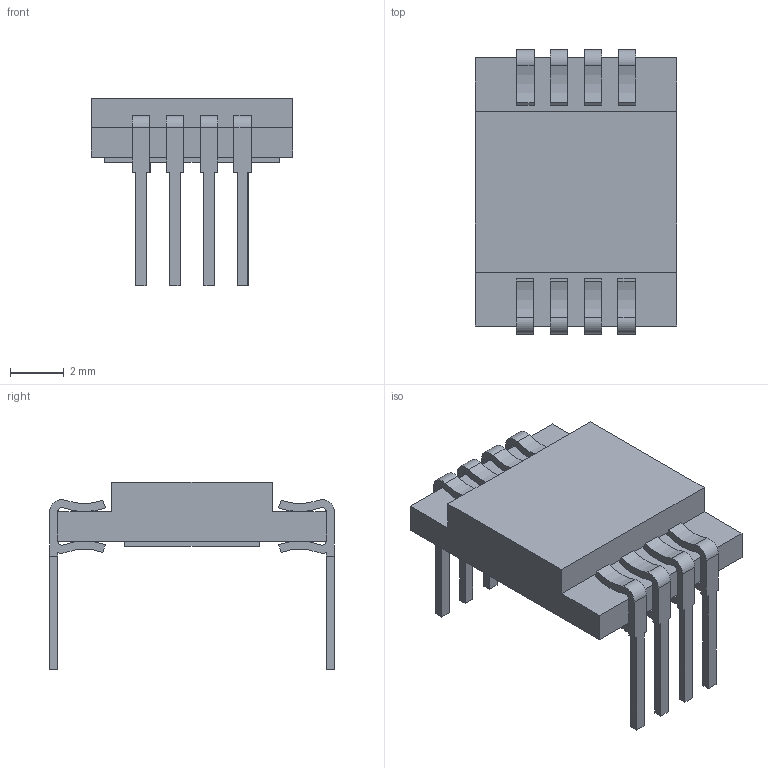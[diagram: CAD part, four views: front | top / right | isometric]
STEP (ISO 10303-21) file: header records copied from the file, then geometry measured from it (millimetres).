
FILE_DESCRIPTION(('FreeCAD Model'),'2;1');
FILE_NAME('Open CASCADE Shape Model','2025-10-03T10:55:44',(''),(''), 'Open CASCADE STEP processor 7.7','FreeCAD','Unknown');
FILE_SCHEMA(('AUTOMOTIVE_DESIGN { 1 0 10303 214 1 1 1 1 }'));
Length unit declared in the file: millimetre
Products named in the file (10): _digit_LCD; LCD; PIN1; PIN2; PIN3; PIN4; PIN5; PIN6; PIN7; PIN8
Assembly tree (9 placements, depth 2):
  _digit_LCD
    LCD
    PIN1
    PIN2
    PIN3
    PIN4
    PIN5
    PIN6
    PIN7
    PIN8
Bounding box: 7.5 x 10.6 x 7 mm (x, y, z)
Volume: 149.3 mm3; surface area: 352.7 mm2
Topology: 9 solids, 9 shells, 223 faces, 612 edges, 408 vertices
Faces by surface type: plane 127, cylinder 96
Entity records: 7366 total; most frequent: DIRECTION 1270, CARTESIAN_POINT 1253, ORIENTED_EDGE 1224, EDGE_CURVE 612, AXIS2_PLACEMENT_3D 425, LINE 420, VECTOR 420, VERTEX_POINT 408
